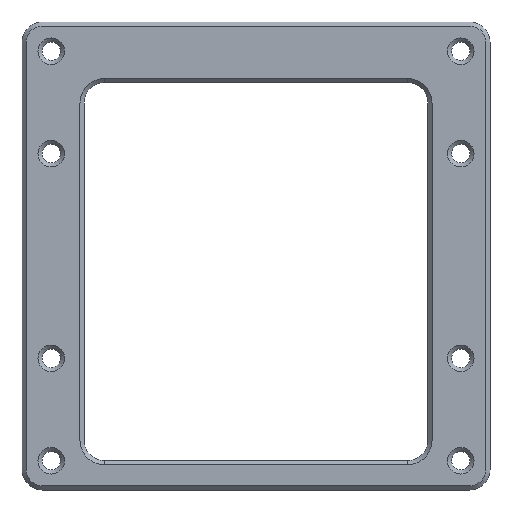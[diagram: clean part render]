
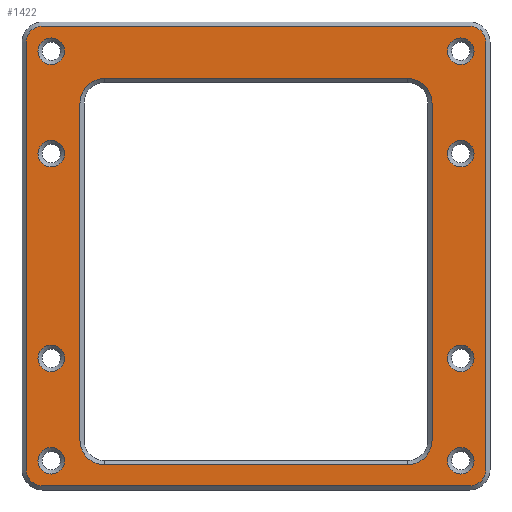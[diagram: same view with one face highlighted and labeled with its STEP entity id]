
A CAD part, front view. The second image highlights one B-rep face of the part: STEP entity #1422.
In plain terms, the highlighted planar face has unit normal (0, -1, 0).
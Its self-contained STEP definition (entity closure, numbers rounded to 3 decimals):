
#24=FACE_BOUND('',#252,.T.);
#25=FACE_BOUND('',#253,.T.);
#26=FACE_BOUND('',#254,.T.);
#27=FACE_BOUND('',#255,.T.);
#28=FACE_BOUND('',#256,.T.);
#29=FACE_BOUND('',#257,.T.);
#30=FACE_BOUND('',#258,.T.);
#31=FACE_BOUND('',#259,.T.);
#32=FACE_BOUND('',#260,.T.);
#84=PLANE('',#1584);
#152=FACE_OUTER_BOUND('',#251,.T.);
#251=EDGE_LOOP('',(#1185,#1186,#1187,#1188,#1189,#1190,#1191,#1192));
#252=EDGE_LOOP('',(#1193));
#253=EDGE_LOOP('',(#1194));
#254=EDGE_LOOP('',(#1195));
#255=EDGE_LOOP('',(#1196));
#256=EDGE_LOOP('',(#1197));
#257=EDGE_LOOP('',(#1198));
#258=EDGE_LOOP('',(#1199));
#259=EDGE_LOOP('',(#1200));
#260=EDGE_LOOP('',(#1201,#1202,#1203,#1204,#1205,#1206,#1207,#1208));
#358=CIRCLE('',#1568,6.);
#359=CIRCLE('',#1571,6.);
#360=CIRCLE('',#1574,6.);
#362=CIRCLE('',#1578,6.);
#363=CIRCLE('',#1585,4.);
#364=CIRCLE('',#1586,4.);
#365=CIRCLE('',#1587,4.);
#366=CIRCLE('',#1588,4.);
#367=CIRCLE('',#1589,3.25);
#368=CIRCLE('',#1590,3.25);
#369=CIRCLE('',#1591,3.25);
#370=CIRCLE('',#1592,3.25);
#371=CIRCLE('',#1593,3.25);
#372=CIRCLE('',#1594,3.25);
#373=CIRCLE('',#1595,3.25);
#374=CIRCLE('',#1596,3.25);
#458=LINE('',#2362,#570);
#461=LINE('',#2370,#573);
#465=LINE('',#2380,#577);
#468=LINE('',#2389,#580);
#472=LINE('',#2402,#584);
#473=LINE('',#2406,#585);
#474=LINE('',#2410,#586);
#475=LINE('',#2413,#587);
#570=VECTOR('',#1912,10.);
#573=VECTOR('',#1921,10.);
#577=VECTOR('',#1931,10.);
#580=VECTOR('',#1942,10.);
#584=VECTOR('',#1958,10.);
#585=VECTOR('',#1961,10.);
#586=VECTOR('',#1964,10.);
#587=VECTOR('',#1967,10.);
#691=VERTEX_POINT('',#2352);
#693=VERTEX_POINT('',#2356);
#694=VERTEX_POINT('',#2360);
#695=VERTEX_POINT('',#2364);
#696=VERTEX_POINT('',#2368);
#697=VERTEX_POINT('',#2372);
#698=VERTEX_POINT('',#2376);
#700=VERTEX_POINT('',#2382);
#702=VERTEX_POINT('',#2398);
#703=VERTEX_POINT('',#2399);
#704=VERTEX_POINT('',#2401);
#705=VERTEX_POINT('',#2403);
#706=VERTEX_POINT('',#2405);
#707=VERTEX_POINT('',#2407);
#708=VERTEX_POINT('',#2409);
#709=VERTEX_POINT('',#2411);
#710=VERTEX_POINT('',#2414);
#711=VERTEX_POINT('',#2416);
#712=VERTEX_POINT('',#2418);
#713=VERTEX_POINT('',#2420);
#714=VERTEX_POINT('',#2422);
#715=VERTEX_POINT('',#2424);
#716=VERTEX_POINT('',#2426);
#717=VERTEX_POINT('',#2428);
#854=EDGE_CURVE('',#693,#691,#358,.T.);
#856=EDGE_CURVE('',#691,#694,#458,.T.);
#858=EDGE_CURVE('',#694,#695,#359,.T.);
#860=EDGE_CURVE('',#695,#696,#461,.T.);
#862=EDGE_CURVE('',#696,#697,#360,.T.);
#865=EDGE_CURVE('',#697,#698,#465,.T.);
#868=EDGE_CURVE('',#698,#700,#362,.T.);
#870=EDGE_CURVE('',#700,#693,#468,.T.);
#874=EDGE_CURVE('',#702,#703,#363,.T.);
#875=EDGE_CURVE('',#704,#702,#472,.T.);
#876=EDGE_CURVE('',#705,#704,#364,.T.);
#877=EDGE_CURVE('',#706,#705,#473,.T.);
#878=EDGE_CURVE('',#707,#706,#365,.T.);
#879=EDGE_CURVE('',#708,#707,#474,.T.);
#880=EDGE_CURVE('',#709,#708,#366,.T.);
#881=EDGE_CURVE('',#703,#709,#475,.T.);
#882=EDGE_CURVE('',#710,#710,#367,.T.);
#883=EDGE_CURVE('',#711,#711,#368,.T.);
#884=EDGE_CURVE('',#712,#712,#369,.T.);
#885=EDGE_CURVE('',#713,#713,#370,.T.);
#886=EDGE_CURVE('',#714,#714,#371,.T.);
#887=EDGE_CURVE('',#715,#715,#372,.T.);
#888=EDGE_CURVE('',#716,#716,#373,.T.);
#889=EDGE_CURVE('',#717,#717,#374,.T.);
#1185=ORIENTED_EDGE('',*,*,#874,.F.);
#1186=ORIENTED_EDGE('',*,*,#875,.F.);
#1187=ORIENTED_EDGE('',*,*,#876,.F.);
#1188=ORIENTED_EDGE('',*,*,#877,.F.);
#1189=ORIENTED_EDGE('',*,*,#878,.F.);
#1190=ORIENTED_EDGE('',*,*,#879,.F.);
#1191=ORIENTED_EDGE('',*,*,#880,.F.);
#1192=ORIENTED_EDGE('',*,*,#881,.F.);
#1193=ORIENTED_EDGE('',*,*,#882,.F.);
#1194=ORIENTED_EDGE('',*,*,#883,.F.);
#1195=ORIENTED_EDGE('',*,*,#884,.F.);
#1196=ORIENTED_EDGE('',*,*,#885,.F.);
#1197=ORIENTED_EDGE('',*,*,#886,.F.);
#1198=ORIENTED_EDGE('',*,*,#887,.F.);
#1199=ORIENTED_EDGE('',*,*,#888,.F.);
#1200=ORIENTED_EDGE('',*,*,#889,.F.);
#1201=ORIENTED_EDGE('',*,*,#854,.F.);
#1202=ORIENTED_EDGE('',*,*,#870,.F.);
#1203=ORIENTED_EDGE('',*,*,#868,.F.);
#1204=ORIENTED_EDGE('',*,*,#865,.F.);
#1205=ORIENTED_EDGE('',*,*,#862,.F.);
#1206=ORIENTED_EDGE('',*,*,#860,.F.);
#1207=ORIENTED_EDGE('',*,*,#858,.F.);
#1208=ORIENTED_EDGE('',*,*,#856,.F.);
#1422=ADVANCED_FACE('',(#152,#24,#25,#26,#27,#28,#29,#30,#31,#32),#84,.F.);
#1568=AXIS2_PLACEMENT_3D('',#2358,#1907,#1908);
#1571=AXIS2_PLACEMENT_3D('',#2366,#1916,#1917);
#1574=AXIS2_PLACEMENT_3D('',#2374,#1925,#1926);
#1578=AXIS2_PLACEMENT_3D('',#2386,#1937,#1938);
#1584=AXIS2_PLACEMENT_3D('',#2397,#1954,#1955);
#1585=AXIS2_PLACEMENT_3D('',#2400,#1956,#1957);
#1586=AXIS2_PLACEMENT_3D('',#2404,#1959,#1960);
#1587=AXIS2_PLACEMENT_3D('',#2408,#1962,#1963);
#1588=AXIS2_PLACEMENT_3D('',#2412,#1965,#1966);
#1589=AXIS2_PLACEMENT_3D('',#2415,#1968,#1969);
#1590=AXIS2_PLACEMENT_3D('',#2417,#1970,#1971);
#1591=AXIS2_PLACEMENT_3D('',#2419,#1972,#1973);
#1592=AXIS2_PLACEMENT_3D('',#2421,#1974,#1975);
#1593=AXIS2_PLACEMENT_3D('',#2423,#1976,#1977);
#1594=AXIS2_PLACEMENT_3D('',#2425,#1978,#1979);
#1595=AXIS2_PLACEMENT_3D('',#2427,#1980,#1981);
#1596=AXIS2_PLACEMENT_3D('',#2429,#1982,#1983);
#1907=DIRECTION('center_axis',(0.,-1.,0.));
#1908=DIRECTION('ref_axis',(-0.707,0.,-0.707));
#1912=DIRECTION('',(1.,0.,0.));
#1916=DIRECTION('center_axis',(0.,-1.,0.));
#1917=DIRECTION('ref_axis',(0.707,0.,-0.707));
#1921=DIRECTION('',(0.,0.,1.));
#1925=DIRECTION('center_axis',(0.,-1.,0.));
#1926=DIRECTION('ref_axis',(0.707,0.,0.707));
#1931=DIRECTION('',(-1.,0.,0.));
#1937=DIRECTION('center_axis',(0.,-1.,0.));
#1938=DIRECTION('ref_axis',(-0.707,0.,0.707));
#1942=DIRECTION('',(0.,0.,-1.));
#1954=DIRECTION('center_axis',(0.,1.,0.));
#1955=DIRECTION('ref_axis',(1.,0.,0.));
#1956=DIRECTION('center_axis',(0.,1.,0.));
#1957=DIRECTION('ref_axis',(0.707,0.,0.707));
#1958=DIRECTION('',(1.,0.,0.));
#1959=DIRECTION('center_axis',(0.,1.,0.));
#1960=DIRECTION('ref_axis',(-0.707,0.,0.707));
#1961=DIRECTION('',(0.,0.,1.));
#1962=DIRECTION('center_axis',(0.,1.,0.));
#1963=DIRECTION('ref_axis',(-0.707,0.,-0.707));
#1964=DIRECTION('',(-1.,0.,0.));
#1965=DIRECTION('center_axis',(0.,1.,0.));
#1966=DIRECTION('ref_axis',(0.707,0.,-0.707));
#1967=DIRECTION('',(0.,0.,-1.));
#1968=DIRECTION('center_axis',(0.,-1.,0.));
#1969=DIRECTION('ref_axis',(0.,0.,1.));
#1970=DIRECTION('center_axis',(0.,-1.,0.));
#1971=DIRECTION('ref_axis',(0.,0.,1.));
#1972=DIRECTION('center_axis',(0.,-1.,0.));
#1973=DIRECTION('ref_axis',(0.,0.,1.));
#1974=DIRECTION('center_axis',(0.,-1.,0.));
#1975=DIRECTION('ref_axis',(0.,0.,1.));
#1976=DIRECTION('center_axis',(0.,-1.,0.));
#1977=DIRECTION('ref_axis',(0.,0.,1.));
#1978=DIRECTION('center_axis',(0.,-1.,0.));
#1979=DIRECTION('ref_axis',(0.,0.,1.));
#1980=DIRECTION('center_axis',(0.,-1.,0.));
#1981=DIRECTION('ref_axis',(0.,0.,1.));
#1982=DIRECTION('center_axis',(0.,-1.,0.));
#1983=DIRECTION('ref_axis',(0.,0.,1.));
#2352=CARTESIAN_POINT('',(20.145,0.,6.15));
#2356=CARTESIAN_POINT('',(14.145,0.,12.15));
#2358=CARTESIAN_POINT('Origin',(20.145,0.,12.15));
#2360=CARTESIAN_POINT('',(94.155,0.,6.15));
#2362=CARTESIAN_POINT('',(36.147,0.,6.15));
#2364=CARTESIAN_POINT('',(100.155,0.,12.15));
#2366=CARTESIAN_POINT('Origin',(94.155,0.,12.15));
#2368=CARTESIAN_POINT('',(100.155,0.,94.491));
#2370=CARTESIAN_POINT('',(100.155,0.,32.15));
#2372=CARTESIAN_POINT('',(94.155,0.,100.491));
#2374=CARTESIAN_POINT('Origin',(94.155,0.,94.491));
#2376=CARTESIAN_POINT('',(20.145,0.,100.491));
#2380=CARTESIAN_POINT('',(78.153,0.,100.491));
#2382=CARTESIAN_POINT('',(14.145,0.,94.491));
#2386=CARTESIAN_POINT('Origin',(20.145,0.,94.491));
#2389=CARTESIAN_POINT('',(14.145,0.,78.32));
#2397=CARTESIAN_POINT('Origin',(57.15,0.,57.15));
#2398=CARTESIAN_POINT('',(109.3,0.,113.3));
#2399=CARTESIAN_POINT('',(113.3,0.,109.3));
#2400=CARTESIAN_POINT('Origin',(109.3,0.,109.3));
#2401=CARTESIAN_POINT('',(5.,0.,113.3));
#2402=CARTESIAN_POINT('',(28.575,0.,113.3));
#2403=CARTESIAN_POINT('',(1.,0.,109.3));
#2404=CARTESIAN_POINT('Origin',(5.,0.,109.3));
#2405=CARTESIAN_POINT('',(1.,0.,5.));
#2406=CARTESIAN_POINT('',(1.,0.,28.575));
#2407=CARTESIAN_POINT('',(5.,0.,1.));
#2408=CARTESIAN_POINT('Origin',(5.,0.,5.));
#2409=CARTESIAN_POINT('',(109.3,0.,1.));
#2410=CARTESIAN_POINT('',(85.725,0.,1.));
#2411=CARTESIAN_POINT('',(113.3,0.,5.));
#2412=CARTESIAN_POINT('Origin',(109.3,0.,5.));
#2413=CARTESIAN_POINT('',(113.3,0.,85.725));
#2414=CARTESIAN_POINT('',(107.15,0.,103.9));
#2415=CARTESIAN_POINT('Origin',(107.15,0.,107.15));
#2416=CARTESIAN_POINT('',(7.15,0.,103.9));
#2417=CARTESIAN_POINT('Origin',(7.15,0.,107.15));
#2418=CARTESIAN_POINT('',(7.15,0.,28.9));
#2419=CARTESIAN_POINT('Origin',(7.15,0.,32.15));
#2420=CARTESIAN_POINT('',(107.15,0.,3.9));
#2421=CARTESIAN_POINT('Origin',(107.15,0.,7.15));
#2422=CARTESIAN_POINT('',(107.15,0.,78.9));
#2423=CARTESIAN_POINT('Origin',(107.15,0.,82.15));
#2424=CARTESIAN_POINT('',(7.15,0.,78.9));
#2425=CARTESIAN_POINT('Origin',(7.15,0.,82.15));
#2426=CARTESIAN_POINT('',(7.15,0.,3.9));
#2427=CARTESIAN_POINT('Origin',(7.15,0.,7.15));
#2428=CARTESIAN_POINT('',(107.15,0.,28.9));
#2429=CARTESIAN_POINT('Origin',(107.15,0.,32.15));
